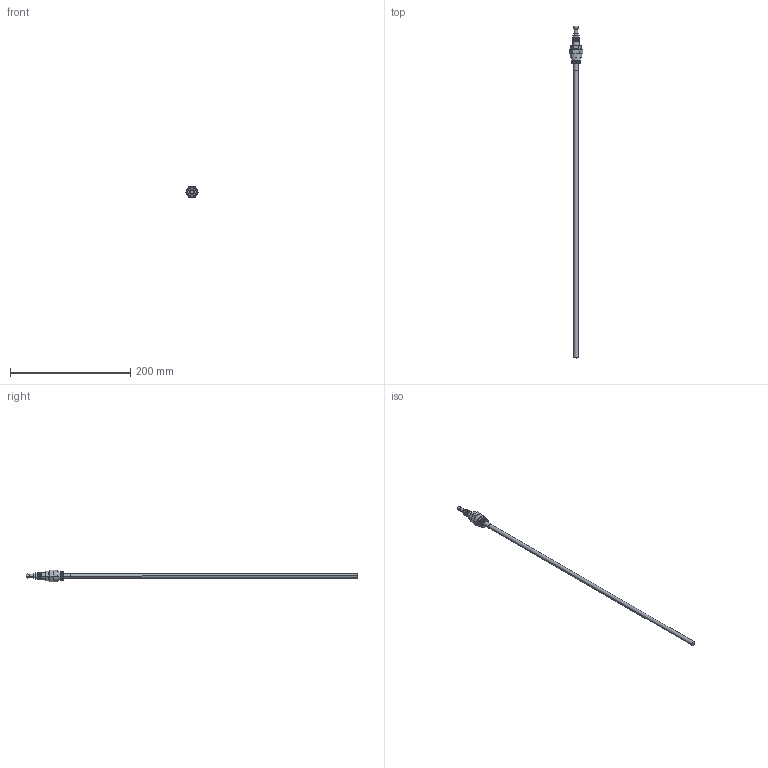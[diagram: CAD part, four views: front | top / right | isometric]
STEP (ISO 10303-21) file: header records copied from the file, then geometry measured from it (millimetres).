
FILE_DESCRIPTION((''),'2;1');
FILE_NAME('3d_31SCM50.stp','2012-10-03T09:31:19',(''),(''),'Mechanical Desktop 2011','Mechanical Desktop 2011',', , ');
FILE_SCHEMA(('CONFIG_CONTROL_DESIGN'));
Length unit declared in the file: millimetre
Products named in the file (1): Product
Bounding box: 22 x 552.94 x 19.05 mm (x, y, z)
Volume: 27653.3 mm3; surface area: 14563.7 mm2
Topology: 1 solids, 1 shells, 97 faces, 205 edges, 131 vertices
Faces by surface type: cylinder 44, plane 41, bspline 10, torus 2
Entity records: 3377 total; most frequent: CARTESIAN_POINT 1126, DIRECTION 488, ORIENTED_EDGE 410, EDGE_CURVE 205, AXIS2_PLACEMENT_3D 195, VERTEX_POINT 131, EDGE_LOOP 118, CIRCLE 107
